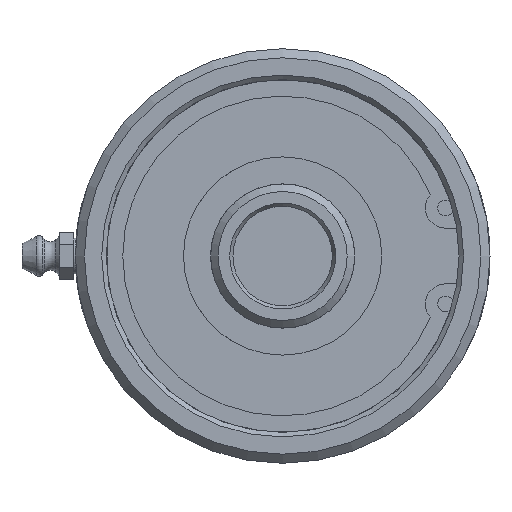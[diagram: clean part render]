
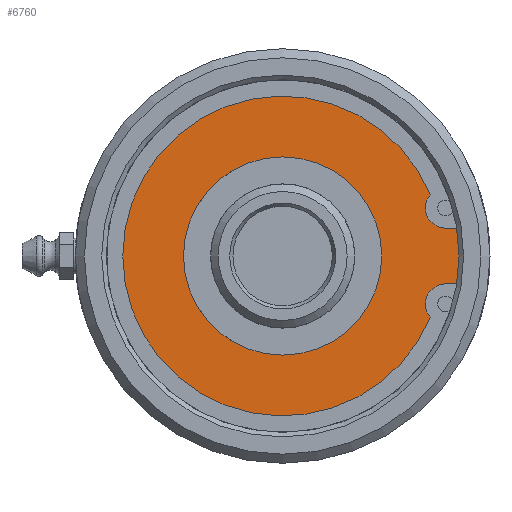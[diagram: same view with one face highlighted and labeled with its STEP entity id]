
A CAD part, left-side view. The second image highlights one B-rep face of the part: STEP entity #6760.
In plain terms, the highlighted planar face has unit normal (-1, 0, 0).
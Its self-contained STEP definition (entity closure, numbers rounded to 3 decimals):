
#98=FACE_BOUND('',#2357,.T.);
#667=LINE('',#53286,#1041);
#668=LINE('',#53293,#1042);
#1041=VECTOR('',#8560,10.);
#1042=VECTOR('',#8567,10.);
#1354=CIRCLE('',#7128,33.45);
#1356=CIRCLE('',#7130,33.45);
#1373=CIRCLE('',#7163,17.4);
#1374=CIRCLE('',#7164,17.4);
#1428=CIRCLE('',#7258,3.556);
#1429=CIRCLE('',#7259,28.142);
#1430=CIRCLE('',#7260,3.556);
#1566=PLANE('',#7257);
#1935=FACE_OUTER_BOUND('',#2356,.T.);
#2356=EDGE_LOOP('',(#6185,#6186,#6187,#6188,#6189,#6190,#6191));
#2357=EDGE_LOOP('',(#6192,#6193));
#3215=VERTEX_POINT('',#52984);
#3216=VERTEX_POINT('',#52986);
#3219=VERTEX_POINT('',#52992);
#3236=VERTEX_POINT('',#53052);
#3237=VERTEX_POINT('',#53053);
#3298=VERTEX_POINT('',#53285);
#3299=VERTEX_POINT('',#53287);
#3300=VERTEX_POINT('',#53289);
#3301=VERTEX_POINT('',#53291);
#4142=EDGE_CURVE('',#3215,#3216,#1354,.T.);
#4146=EDGE_CURVE('',#3219,#3215,#1356,.T.);
#4172=EDGE_CURVE('',#3236,#3237,#1373,.T.);
#4173=EDGE_CURVE('',#3237,#3236,#1374,.T.);
#4271=EDGE_CURVE('',#3219,#3298,#667,.T.);
#4272=EDGE_CURVE('',#3298,#3299,#1428,.T.);
#4273=EDGE_CURVE('',#3299,#3300,#1429,.T.);
#4274=EDGE_CURVE('',#3300,#3301,#1430,.T.);
#4275=EDGE_CURVE('',#3301,#3216,#668,.T.);
#6185=ORIENTED_EDGE('',*,*,#4271,.T.);
#6186=ORIENTED_EDGE('',*,*,#4272,.T.);
#6187=ORIENTED_EDGE('',*,*,#4273,.T.);
#6188=ORIENTED_EDGE('',*,*,#4274,.T.);
#6189=ORIENTED_EDGE('',*,*,#4275,.T.);
#6190=ORIENTED_EDGE('',*,*,#4142,.F.);
#6191=ORIENTED_EDGE('',*,*,#4146,.F.);
#6192=ORIENTED_EDGE('',*,*,#4172,.T.);
#6193=ORIENTED_EDGE('',*,*,#4173,.T.);
#6760=ADVANCED_FACE('',(#1935,#98),#1566,.T.);
#7128=AXIS2_PLACEMENT_3D('',#52987,#8261,#8262);
#7130=AXIS2_PLACEMENT_3D('',#52994,#8267,#8268);
#7163=AXIS2_PLACEMENT_3D('',#53054,#8342,#8343);
#7164=AXIS2_PLACEMENT_3D('',#53055,#8344,#8345);
#7257=AXIS2_PLACEMENT_3D('',#53284,#8558,#8559);
#7258=AXIS2_PLACEMENT_3D('',#53288,#8561,#8562);
#7259=AXIS2_PLACEMENT_3D('',#53290,#8563,#8564);
#7260=AXIS2_PLACEMENT_3D('',#53292,#8565,#8566);
#8261=DIRECTION('center_axis',(1.,0.,0.));
#8262=DIRECTION('ref_axis',(0.,1.,0.));
#8267=DIRECTION('center_axis',(1.,0.,0.));
#8268=DIRECTION('ref_axis',(0.,1.,0.));
#8342=DIRECTION('center_axis',(1.,0.,0.));
#8343=DIRECTION('ref_axis',(0.,1.,0.));
#8344=DIRECTION('center_axis',(1.,0.,0.));
#8345=DIRECTION('ref_axis',(0.,1.,0.));
#8558=DIRECTION('center_axis',(-1.,0.,0.));
#8559=DIRECTION('ref_axis',(0.,0.,1.));
#8560=DIRECTION('',(0.,1.,0.));
#8561=DIRECTION('center_axis',(1.,0.,0.));
#8562=DIRECTION('ref_axis',(0.,0.754,0.657));
#8563=DIRECTION('center_axis',(-1.,0.,0.));
#8564=DIRECTION('ref_axis',(0.,0.924,-0.384));
#8565=DIRECTION('center_axis',(1.,0.,0.));
#8566=DIRECTION('ref_axis',(0.,0.,1.));
#8567=DIRECTION('',(0.,-1.,0.));
#52984=CARTESIAN_POINT('',(4.7,-33.45,0.));
#52986=CARTESIAN_POINT('',(4.7,-33.089,-4.902));
#52987=CARTESIAN_POINT('Origin',(4.7,0.,0.));
#52992=CARTESIAN_POINT('',(4.7,-33.089,4.902));
#52994=CARTESIAN_POINT('Origin',(4.7,0.,0.));
#53052=CARTESIAN_POINT('',(4.7,17.4,0.));
#53053=CARTESIAN_POINT('',(4.7,-17.4,0.));
#53054=CARTESIAN_POINT('Origin',(4.7,0.,0.));
#53055=CARTESIAN_POINT('Origin',(4.7,0.,0.));
#53284=CARTESIAN_POINT('Origin',(4.7,24.275,0.));
#53285=CARTESIAN_POINT('',(4.7,-28.672,4.902));
#53286=CARTESIAN_POINT('',(4.7,-2.199,4.902));
#53287=CARTESIAN_POINT('',(4.7,-25.99,10.793));
#53288=CARTESIAN_POINT('Origin',(4.7,-28.672,8.458));
#53289=CARTESIAN_POINT('',(4.7,-25.99,-10.793));
#53290=CARTESIAN_POINT('Origin',(4.7,0.,0.));
#53291=CARTESIAN_POINT('',(4.7,-28.672,-4.902));
#53292=CARTESIAN_POINT('Origin',(4.7,-28.672,-8.458));
#53293=CARTESIAN_POINT('',(4.7,-4.407,-4.902));
